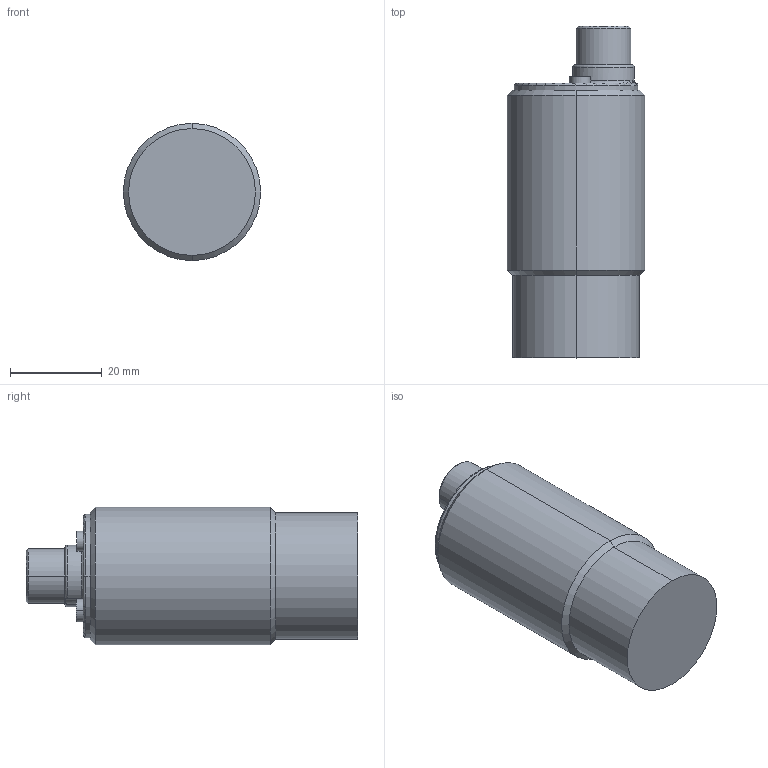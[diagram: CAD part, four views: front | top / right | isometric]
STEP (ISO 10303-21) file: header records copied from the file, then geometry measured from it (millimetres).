
FILE_DESCRIPTION((''),'2;1');
FILE_NAME('DM_CAD-1547A_SW0001','2018-06-21T',('creinig-se'),(''),'PRO/ENGINEER BY PARAMETRIC TECHNOLOGY CORPORATION, 2015440','PRO/ENGINEER BY PARAMETRIC TECHNOLOGY CORPORATION, 2015440','');
FILE_SCHEMA(('CONFIG_CONTROL_DESIGN'));
Length unit declared in the file: millimetre
Products named in the file (1): DM_CAD-1547A_SW0001
Bounding box: 30 x 72.5 x 30 mm (x, y, z)
Volume: 41297.2 mm3; surface area: 7688.7 mm2
Topology: 1 solids, 1 shells, 103 faces, 312 edges, 272 vertices
Faces by surface type: cylinder 49, plane 19, cone 18, bspline 10, torus 7
Entity records: 4768 total; most frequent: CARTESIAN_POINT 959, DIRECTION 673, ORIENTED_EDGE 522, AXIS2_PLACEMENT_3D 281, EDGE_CURVE 261, CIRCLE 187, VERTEX_POINT 170, PRESENTATION_STYLE_ASSIGNMENT 155
